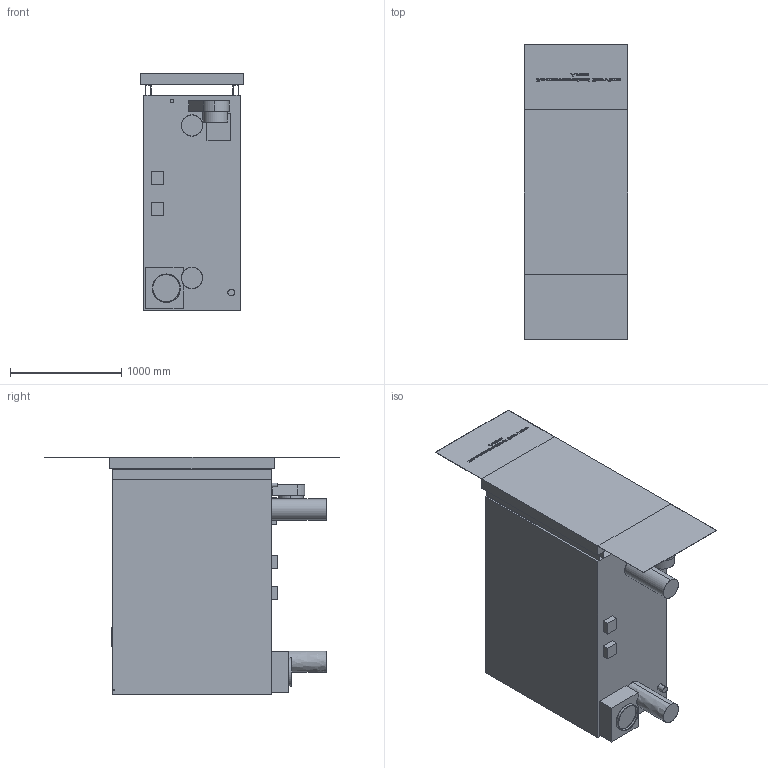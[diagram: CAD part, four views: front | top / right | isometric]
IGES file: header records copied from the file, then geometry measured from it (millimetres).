
Start section: SolidWorks IGES file using analytic representation for surfaces
Global section: file name: CFT, 3D BLOCK, 2.0.IGS; native system: SolidWorks 2017; preprocessor: SolidWorks 2017; author: jbutler; date: 200316.130912; units: inch
Bounding box: 927.1 x 2649.86 x 2136.67 mm (x, y, z)
Surface area: 19510996.1 mm2 (no closed solid volume)
Topology: 0 solids, 0 shells, 687 faces, 13716 edges, 13716 vertices
Faces by surface type: bspline 671, revolution 16
